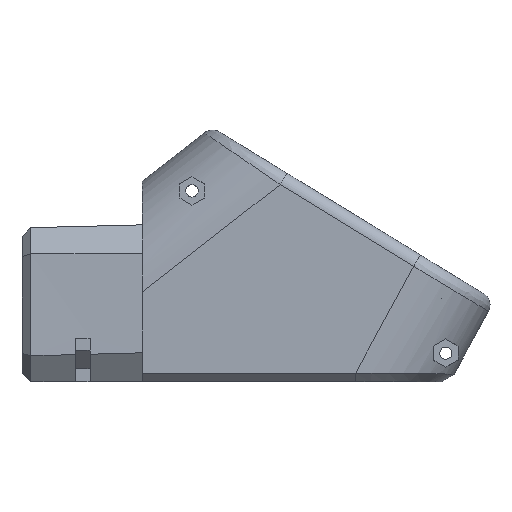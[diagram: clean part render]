
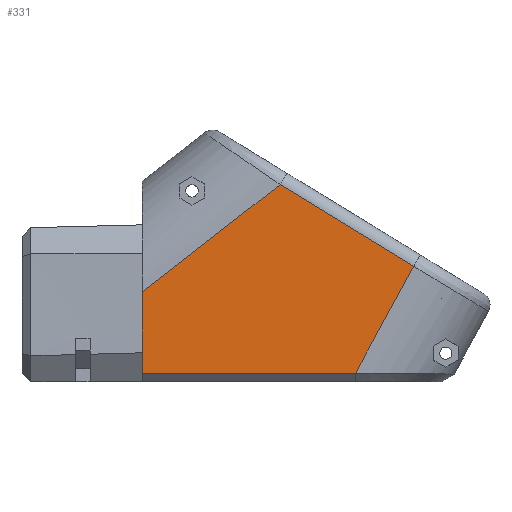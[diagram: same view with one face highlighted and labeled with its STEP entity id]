
A CAD part, left-side view. The second image highlights one B-rep face of the part: STEP entity #331.
In plain terms, the highlighted planar face has unit normal (-1, 0, 0).
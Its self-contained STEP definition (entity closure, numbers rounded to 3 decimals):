
#43 = EDGE_CURVE('',#44,#46,#48,.T.);
#44 = VERTEX_POINT('',#45);
#45 = CARTESIAN_POINT('',(-22.,40.,-20.));
#46 = VERTEX_POINT('',#47);
#47 = CARTESIAN_POINT('',(-22.,40.,-1.354));
#48 = SURFACE_CURVE('',#49,(#53,#65),.PCURVE_S1.);
#49 = LINE('',#50,#51);
#50 = CARTESIAN_POINT('',(-22.,40.,-22.));
#51 = VECTOR('',#52,1.);
#52 = DIRECTION('',(0.,0.,1.));
#53 = PCURVE('',#54,#59);
#54 = PLANE('',#55);
#55 = AXIS2_PLACEMENT_3D('',#56,#57,#58);
#56 = CARTESIAN_POINT('',(-22.,40.,-22.));
#57 = DIRECTION('',(0.,-1.,0.));
#58 = DIRECTION('',(0.,0.,1.));
#59 = DEFINITIONAL_REPRESENTATION('',(#60),#64);
#60 = LINE('',#61,#62);
#61 = CARTESIAN_POINT('',(0.,0.));
#62 = VECTOR('',#63,1.);
#63 = DIRECTION('',(1.,0.));
#64 = ( GEOMETRIC_REPRESENTATION_CONTEXT(2) 
PARAMETRIC_REPRESENTATION_CONTEXT() REPRESENTATION_CONTEXT('2D SPACE',''
  ) );
#65 = PCURVE('',#66,#71);
#66 = PLANE('',#67);
#67 = AXIS2_PLACEMENT_3D('',#68,#69,#70);
#68 = CARTESIAN_POINT('',(-22.,6.14,0.377));
#69 = DIRECTION('',(1.,0.,0.));
#70 = DIRECTION('',(0.,0.,1.));
#71 = DEFINITIONAL_REPRESENTATION('',(#72),#76);
#72 = LINE('',#73,#74);
#73 = CARTESIAN_POINT('',(-22.377,-33.86));
#74 = VECTOR('',#75,1.);
#75 = DIRECTION('',(1.,0.));
#76 = ( GEOMETRIC_REPRESENTATION_CONTEXT(2) 
PARAMETRIC_REPRESENTATION_CONTEXT() REPRESENTATION_CONTEXT('2D SPACE',''
  ) );
#94 = PLANE('',#95);
#95 = AXIS2_PLACEMENT_3D('',#96,#97,#98);
#96 = CARTESIAN_POINT('',(-21.,40.,-21.));
#97 = DIRECTION('',(-0.707,0.,-0.707));
#98 = DIRECTION('',(0.,1.,0.));
#316 = CYLINDRICAL_SURFACE('',#317,20.);
#317 = AXIS2_PLACEMENT_3D('',#318,#319,#320);
#318 = CARTESIAN_POINT('',(-2.,11.845,20.582));
#319 = DIRECTION('',(0.,0.789,-0.615));
#320 = DIRECTION('',(0.,0.615,0.789));
#331 = ADVANCED_FACE('',(#332),#66,.F.);
#332 = FACE_BOUND('',#333,.F.);
#333 = EDGE_LOOP('',(#334,#335,#358,#386,#414));
#334 = ORIENTED_EDGE('',*,*,#43,.T.);
#335 = ORIENTED_EDGE('',*,*,#336,.F.);
#336 = EDGE_CURVE('',#337,#46,#339,.T.);
#337 = VERTEX_POINT('',#338);
#338 = CARTESIAN_POINT('',(-22.,8.443,23.233));
#339 = SURFACE_CURVE('',#340,(#344,#351),.PCURVE_S1.);
#340 = LINE('',#341,#342);
#341 = CARTESIAN_POINT('',(-22.,11.845,20.582));
#342 = VECTOR('',#343,1.);
#343 = DIRECTION('',(0.,0.789,-0.615));
#344 = PCURVE('',#66,#345);
#345 = DEFINITIONAL_REPRESENTATION('',(#346),#350);
#346 = LINE('',#347,#348);
#347 = CARTESIAN_POINT('',(20.206,-5.705));
#348 = VECTOR('',#349,1.);
#349 = DIRECTION('',(-0.615,-0.789));
#350 = ( GEOMETRIC_REPRESENTATION_CONTEXT(2) 
PARAMETRIC_REPRESENTATION_CONTEXT() REPRESENTATION_CONTEXT('2D SPACE',''
  ) );
#351 = PCURVE('',#316,#352);
#352 = DEFINITIONAL_REPRESENTATION('',(#353),#357);
#353 = LINE('',#354,#355);
#354 = CARTESIAN_POINT('',(-1.571,0.));
#355 = VECTOR('',#356,1.);
#356 = DIRECTION('',(-0.,1.));
#357 = ( GEOMETRIC_REPRESENTATION_CONTEXT(2) 
PARAMETRIC_REPRESENTATION_CONTEXT() REPRESENTATION_CONTEXT('2D SPACE',''
  ) );
#358 = ORIENTED_EDGE('',*,*,#359,.F.);
#359 = EDGE_CURVE('',#360,#337,#362,.T.);
#360 = VERTEX_POINT('',#361);
#361 = CARTESIAN_POINT('',(-22.,-22.14,4.507));
#362 = SURFACE_CURVE('',#363,(#367,#374),.PCURVE_S1.);
#363 = LINE('',#364,#365);
#364 = CARTESIAN_POINT('',(-22.,-22.007,4.588));
#365 = VECTOR('',#366,1.);
#366 = DIRECTION('',(0.,0.853,0.522));
#367 = PCURVE('',#66,#368);
#368 = DEFINITIONAL_REPRESENTATION('',(#369),#373);
#369 = LINE('',#370,#371);
#370 = CARTESIAN_POINT('',(4.211,28.147));
#371 = VECTOR('',#372,1.);
#372 = DIRECTION('',(0.522,-0.853));
#373 = ( GEOMETRIC_REPRESENTATION_CONTEXT(2) 
PARAMETRIC_REPRESENTATION_CONTEXT() REPRESENTATION_CONTEXT('2D SPACE',''
  ) );
#374 = PCURVE('',#375,#380);
#375 = CYLINDRICAL_SURFACE('',#376,3.);
#376 = AXIS2_PLACEMENT_3D('',#377,#378,#379);
#377 = CARTESIAN_POINT('',(-19.,-22.007,4.588));
#378 = DIRECTION('',(0.,0.853,0.522));
#379 = DIRECTION('',(0.,-0.522,0.853));
#380 = DEFINITIONAL_REPRESENTATION('',(#381),#385);
#381 = LINE('',#382,#383);
#382 = CARTESIAN_POINT('',(-1.571,0.));
#383 = VECTOR('',#384,1.);
#384 = DIRECTION('',(-0.,1.));
#385 = ( GEOMETRIC_REPRESENTATION_CONTEXT(2) 
PARAMETRIC_REPRESENTATION_CONTEXT() REPRESENTATION_CONTEXT('2D SPACE',''
  ) );
#386 = ORIENTED_EDGE('',*,*,#387,.T.);
#387 = EDGE_CURVE('',#360,#388,#390,.T.);
#388 = VERTEX_POINT('',#389);
#389 = CARTESIAN_POINT('',(-22.,-8.823,-20.));
#390 = SURFACE_CURVE('',#391,(#395,#402),.PCURVE_S1.);
#391 = LINE('',#392,#393);
#392 = CARTESIAN_POINT('',(-22.,-23.08,6.238));
#393 = VECTOR('',#394,1.);
#394 = DIRECTION('',(0.,0.477,-0.879));
#395 = PCURVE('',#66,#396);
#396 = DEFINITIONAL_REPRESENTATION('',(#397),#401);
#397 = LINE('',#398,#399);
#398 = CARTESIAN_POINT('',(5.861,29.22));
#399 = VECTOR('',#400,1.);
#400 = DIRECTION('',(-0.879,-0.477));
#401 = ( GEOMETRIC_REPRESENTATION_CONTEXT(2) 
PARAMETRIC_REPRESENTATION_CONTEXT() REPRESENTATION_CONTEXT('2D SPACE',''
  ) );
#402 = PCURVE('',#403,#408);
#403 = CYLINDRICAL_SURFACE('',#404,20.);
#404 = AXIS2_PLACEMENT_3D('',#405,#406,#407);
#405 = CARTESIAN_POINT('',(-2.,-23.08,6.238));
#406 = DIRECTION('',(0.,0.477,-0.879));
#407 = DIRECTION('',(0.,-0.879,-0.477));
#408 = DEFINITIONAL_REPRESENTATION('',(#409),#413);
#409 = LINE('',#410,#411);
#410 = CARTESIAN_POINT('',(1.571,0.));
#411 = VECTOR('',#412,1.);
#412 = DIRECTION('',(0.,1.));
#413 = ( GEOMETRIC_REPRESENTATION_CONTEXT(2) 
PARAMETRIC_REPRESENTATION_CONTEXT() REPRESENTATION_CONTEXT('2D SPACE',''
  ) );
#414 = ORIENTED_EDGE('',*,*,#415,.F.);
#415 = EDGE_CURVE('',#44,#388,#416,.T.);
#416 = SURFACE_CURVE('',#417,(#421,#428),.PCURVE_S1.);
#417 = LINE('',#418,#419);
#418 = CARTESIAN_POINT('',(-22.,40.,-20.));
#419 = VECTOR('',#420,1.);
#420 = DIRECTION('',(0.,-1.,0.));
#421 = PCURVE('',#66,#422);
#422 = DEFINITIONAL_REPRESENTATION('',(#423),#427);
#423 = LINE('',#424,#425);
#424 = CARTESIAN_POINT('',(-20.377,-33.86));
#425 = VECTOR('',#426,1.);
#426 = DIRECTION('',(0.,1.));
#427 = ( GEOMETRIC_REPRESENTATION_CONTEXT(2) 
PARAMETRIC_REPRESENTATION_CONTEXT() REPRESENTATION_CONTEXT('2D SPACE',''
  ) );
#428 = PCURVE('',#94,#429);
#429 = DEFINITIONAL_REPRESENTATION('',(#430),#434);
#430 = LINE('',#431,#432);
#431 = CARTESIAN_POINT('',(0.,-1.414));
#432 = VECTOR('',#433,1.);
#433 = DIRECTION('',(-1.,0.));
#434 = ( GEOMETRIC_REPRESENTATION_CONTEXT(2) 
PARAMETRIC_REPRESENTATION_CONTEXT() REPRESENTATION_CONTEXT('2D SPACE',''
  ) );
